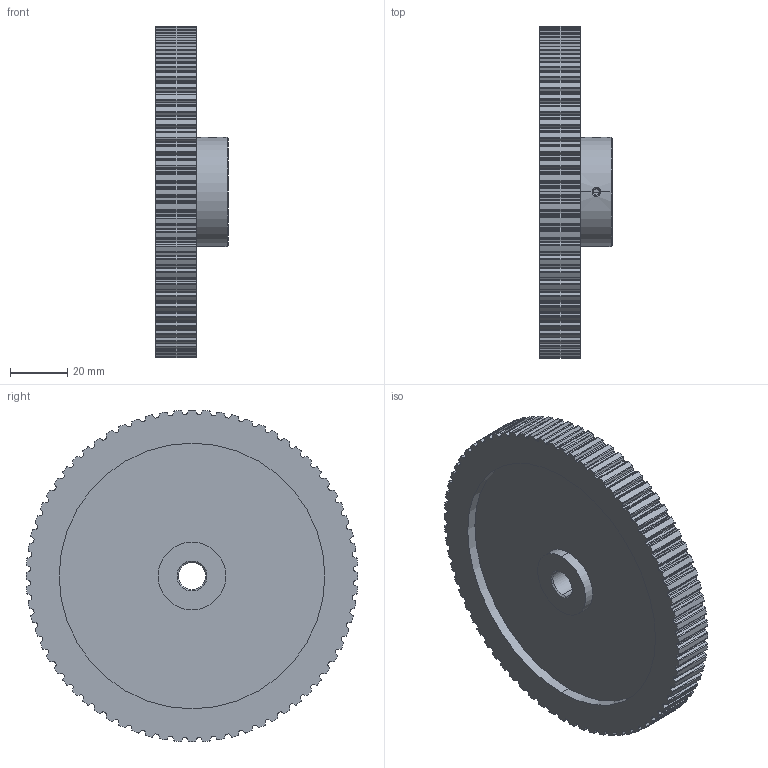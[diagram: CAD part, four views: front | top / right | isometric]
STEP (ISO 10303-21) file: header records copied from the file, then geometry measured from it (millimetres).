
FILE_DESCRIPTION (( 'STEP AP214' ), '1' );
FILE_NAME ('APB72XL037B-375.step', '2015-04-08T21:03:11', ( '' ), ( '' ), 'SwSTEP 2.0', 'SolidWorks 2014', '' );
FILE_SCHEMA (( 'AUTOMOTIVE_DESIGN' ));
Length unit declared in the file: inch
Products named in the file (1): APB72XL037B-375
Bounding box: 25.4 x 115.92 x 115.92 mm (x, y, z)
Volume: 113246 mm3; surface area: 33573.7 mm2
Topology: 1 solids, 1 shells, 662 faces, 1961 edges, 1304 vertices
Faces by surface type: cylinder 501, plane 151, cone 6, bspline 4
Entity records: 24611 total; most frequent: CARTESIAN_POINT 5894, DIRECTION 4259, ORIENTED_EDGE 3922, EDGE_CURVE 1961, AXIS2_PLACEMENT_3D 1659, VERTEX_POINT 1304, CIRCLE 1000, LINE 941
